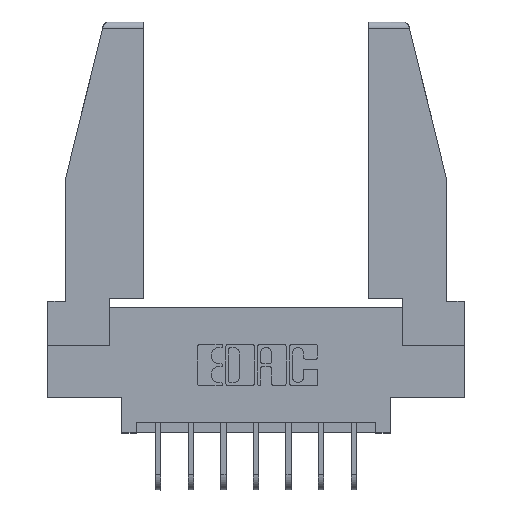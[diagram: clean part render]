
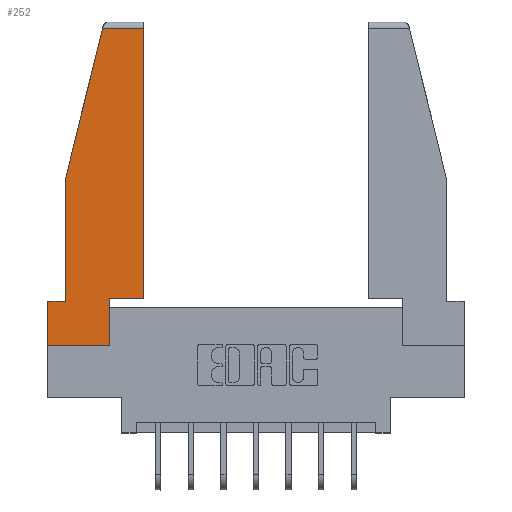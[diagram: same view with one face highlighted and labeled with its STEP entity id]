
A CAD part, top view. The second image highlights one B-rep face of the part: STEP entity #252.
In plain terms, the highlighted planar face has unit normal (0, 0, 1).
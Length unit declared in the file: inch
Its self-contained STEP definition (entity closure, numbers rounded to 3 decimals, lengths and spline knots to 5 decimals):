
#145 = VERTEX_POINT ( 'NONE', #3334 ) ;
#159 = VECTOR ( 'NONE', #5653, 39.37008 ) ;
#171 = CARTESIAN_POINT ( 'NONE',  ( 0., 0.21, 0. ) ) ;
#252 = ADVANCED_FACE ( 'NONE', ( #2468 ), #7632, .T. ) ;
#780 = EDGE_CURVE ( 'NONE', #12829, #14036, #10980, .T. ) ;
#959 = CARTESIAN_POINT ( 'NONE',  ( 0., 0.21, 0. ) ) ;
#1368 = DIRECTION ( 'NONE',  ( 0., 1., 0. ) ) ;
#1449 = EDGE_CURVE ( 'NONE', #3637, #1546, #8913, .T. ) ;
#1546 = VERTEX_POINT ( 'NONE', #7075 ) ;
#1670 = LINE ( 'NONE', #8875, #9300 ) ;
#1824 = VECTOR ( 'NONE', #3248, 39.37008 ) ;
#2070 = DIRECTION ( 'NONE',  ( 0., 0., 1. ) ) ;
#2096 = DIRECTION ( 'NONE',  ( -1., 0., 0. ) ) ;
#2219 = ORIENTED_EDGE ( 'NONE', *, *, #4647, .T. ) ;
#2231 = ORIENTED_EDGE ( 'NONE', *, *, #780, .T. ) ;
#2468 = FACE_OUTER_BOUND ( 'NONE', #4046, .T. ) ;
#2814 = VERTEX_POINT ( 'NONE', #11544 ) ;
#2920 = CARTESIAN_POINT ( 'NONE',  ( 0.2636, 1.52, 0. ) ) ;
#3248 = DIRECTION ( 'NONE',  ( 0., 1., 0. ) ) ;
#3334 = CARTESIAN_POINT ( 'NONE',  ( 0.461, 0.223, 0. ) ) ;
#3386 = CARTESIAN_POINT ( 'NONE',  ( 0.086, 0.21, 0. ) ) ;
#3531 = CARTESIAN_POINT ( 'NONE',  ( 0., 0., 0. ) ) ;
#3571 = DIRECTION ( 'NONE',  ( 1., 0., 0. ) ) ;
#3637 = VERTEX_POINT ( 'NONE', #171 ) ;
#4046 = EDGE_LOOP ( 'NONE', ( #4539, #9136, #2231, #2219, #8931, #4364, #5980, #13019, #8903 ) ) ;
#4232 = LINE ( 'NONE', #12241, #1824 ) ;
#4364 = ORIENTED_EDGE ( 'NONE', *, *, #1449, .T. ) ;
#4387 = LINE ( 'NONE', #11535, #11686 ) ;
#4398 = CARTESIAN_POINT ( 'NONE',  ( 0., 0., 0. ) ) ;
#4411 = LINE ( 'NONE', #3531, #8427 ) ;
#4539 = ORIENTED_EDGE ( 'NONE', *, *, #9443, .T. ) ;
#4647 = EDGE_CURVE ( 'NONE', #14036, #5250, #1670, .T. ) ;
#4748 = CARTESIAN_POINT ( 'NONE',  ( 0.461, 0.223, 0. ) ) ;
#4750 = VECTOR ( 'NONE', #10478, 39.37008 ) ;
#4763 = DIRECTION ( 'NONE',  ( 1., 0., 0. ) ) ;
#4880 = LINE ( 'NONE', #4748, #5931 ) ;
#5250 = VERTEX_POINT ( 'NONE', #3386 ) ;
#5261 = EDGE_CURVE ( 'NONE', #2814, #12829, #10472, .T. ) ;
#5281 = EDGE_CURVE ( 'NONE', #12562, #7464, #4232, .T. ) ;
#5590 = CARTESIAN_POINT ( 'NONE',  ( 0., 1.52, 0. ) ) ;
#5605 = EDGE_CURVE ( 'NONE', #1546, #12562, #4411, .T. ) ;
#5653 = DIRECTION ( 'NONE',  ( -1., 0., 0. ) ) ;
#5915 = CARTESIAN_POINT ( 'NONE',  ( 0.297, 0., 0. ) ) ;
#5931 = VECTOR ( 'NONE', #1368, 39.37008 ) ;
#5980 = ORIENTED_EDGE ( 'NONE', *, *, #5605, .T. ) ;
#6924 = CARTESIAN_POINT ( 'NONE',  ( 0.297, 0.223, 0. ) ) ;
#7075 = CARTESIAN_POINT ( 'NONE',  ( 0., 0., 0. ) ) ;
#7464 = VERTEX_POINT ( 'NONE', #6924 ) ;
#7632 = PLANE ( 'NONE',  #9693 ) ;
#7644 = CARTESIAN_POINT ( 'NONE',  ( 0.086, 0.8, 0. ) ) ;
#7916 = VECTOR ( 'NONE', #2096, 39.37008 ) ;
#8427 = VECTOR ( 'NONE', #4763, 39.37008 ) ;
#8430 = EDGE_CURVE ( 'NONE', #7464, #145, #4387, .T. ) ;
#8629 = DIRECTION ( 'NONE',  ( 0., -1., 0. ) ) ;
#8875 = CARTESIAN_POINT ( 'NONE',  ( 0.086, 0.8, 0. ) ) ;
#8903 = ORIENTED_EDGE ( 'NONE', *, *, #8430, .T. ) ;
#8913 = LINE ( 'NONE', #959, #13761 ) ;
#8931 = ORIENTED_EDGE ( 'NONE', *, *, #13028, .T. ) ;
#9136 = ORIENTED_EDGE ( 'NONE', *, *, #5261, .T. ) ;
#9300 = VECTOR ( 'NONE', #11028, 39.37008 ) ;
#9443 = EDGE_CURVE ( 'NONE', #145, #2814, #4880, .T. ) ;
#9693 = AXIS2_PLACEMENT_3D ( 'NONE', #4398, #2070, #11035 ) ;
#10472 = LINE ( 'NONE', #5590, #7916 ) ;
#10478 = DIRECTION ( 'NONE',  ( -0.239, -0.971, 0. ) ) ;
#10980 = LINE ( 'NONE', #11572, #4750 ) ;
#11028 = DIRECTION ( 'NONE',  ( 0., -1., 0. ) ) ;
#11035 = DIRECTION ( 'NONE',  ( 1., 0., 0. ) ) ;
#11535 = CARTESIAN_POINT ( 'NONE',  ( 0.297, 0.223, 0. ) ) ;
#11544 = CARTESIAN_POINT ( 'NONE',  ( 0.461, 1.52, 0. ) ) ;
#11572 = CARTESIAN_POINT ( 'NONE',  ( 0.271, 1.55, 0. ) ) ;
#11686 = VECTOR ( 'NONE', #3571, 39.37008 ) ;
#11795 = LINE ( 'NONE', #12309, #159 ) ;
#12241 = CARTESIAN_POINT ( 'NONE',  ( 0.297, 0., 0. ) ) ;
#12309 = CARTESIAN_POINT ( 'NONE',  ( 0., 0.21, 0. ) ) ;
#12562 = VERTEX_POINT ( 'NONE', #5915 ) ;
#12829 = VERTEX_POINT ( 'NONE', #2920 ) ;
#13019 = ORIENTED_EDGE ( 'NONE', *, *, #5281, .T. ) ;
#13028 = EDGE_CURVE ( 'NONE', #5250, #3637, #11795, .T. ) ;
#13761 = VECTOR ( 'NONE', #8629, 39.37008 ) ;
#14036 = VERTEX_POINT ( 'NONE', #7644 ) ;
